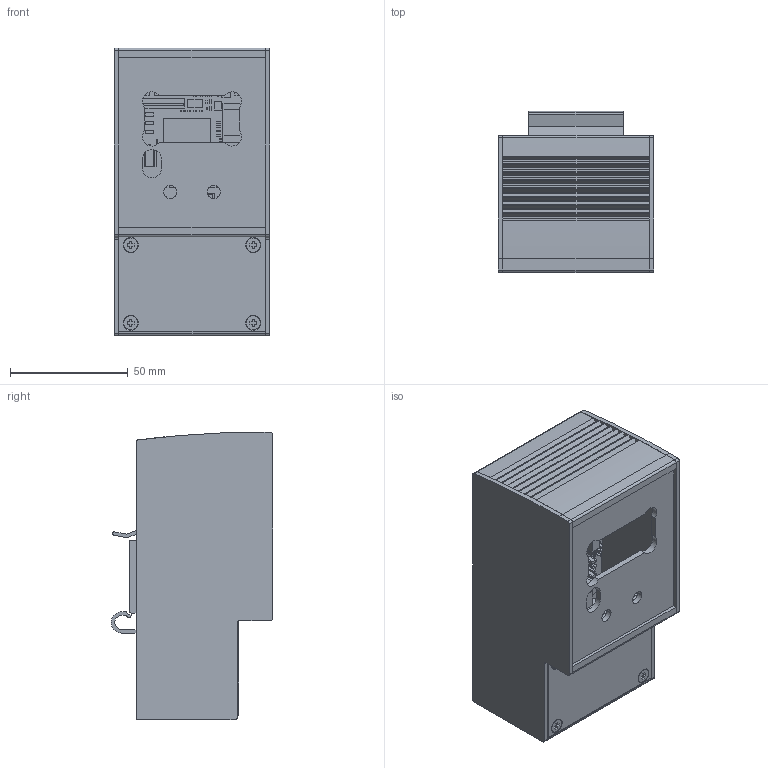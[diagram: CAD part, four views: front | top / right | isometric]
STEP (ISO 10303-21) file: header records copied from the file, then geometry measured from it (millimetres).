
FILE_DESCRIPTION((''),'2;1');
FILE_NAME('070810.1.stp','2011-05-26T15:36:32',(''),(''),'Mechanical Desktop 2009','Mechanical Desktop 2009',', , ');
FILE_SCHEMA(('CONFIG_CONTROL_DESIGN'));
Length unit declared in the file: millimetre
Products named in the file (91): E0708101; E0708102A; E0708102; E0708103; E0708103A; E0708104; E0708104A; SENKSCHRAUBE_FORM H_M3X6A; SENKSCHRAUBE_FORM H_M3X6; E0705108; TEIL1; 1; 432028926; TEIL2; EMGZ309; BOARD(1); 1A; C0402_0_1575_R(1); MMB0207_0_1575_R(1); C0805_0_1575_R(1); C0603_0_1575_R(1); 23ARXXX_0_1575_P(1); PC357_0_1575_OC(1); CEE156_0_1575_L(1); C0805_0_1575_L(1); FIDUCIAL-MET1MM_0_1575_FID(1); LM4040-SOT23_0_1575_D(1); LM4041-SOT23_0_1575_D(1); HYPERM-TOPLED_0_1575_D(1); MICROMELF_0_1575_D(1); SMA_0_1575_D(1); SBC90_0_3543_L(1); NANOFUSE_0_1059_F(1); DFN10_0_0394_U(1); J6X1_0_1575_X(1); J7X1_0_1575_X(1); DUB-3S_0_1575_X(1); HC49_4HSMX_0_1575_X(1); J2X1_0_1575_X(1); ZIF-TYCO-1-84984-6_0_1772_X(1) ...
Assembly tree (339 placements, depth 4):
  E0708101
    E0708102A
      E0708102
    E0708103  x2
      E0708103A
    E0708104
      E0708104A
    SENKSCHRAUBE_FORM H_M3X6A  x4
      SENKSCHRAUBE_FORM H_M3X6
    E0705108
      TEIL1
      1
      432028926
      TEIL2  x2
    EMGZ309
      BOARD(1)
      1A
      C0402_0_1575_R(1)  x83
      MMB0207_0_1575_R(1)  x4
      C0805_0_1575_R(1)  x2
      C0603_0_1575_R(1)  x17
      23ARXXX_0_1575_P(1)
      PC357_0_1575_OC(1)
      CEE156_0_1575_L(1)  x2
      C0805_0_1575_L(1)  x5
      FIDUCIAL-MET1MM_0_1575_FID(1)
      LM4040-SOT23_0_1575_D(1)  x2
      LM4041-SOT23_0_1575_D(1)  x2
      HYPERM-TOPLED_0_1575_D(1)  x3
      MICROMELF_0_1575_D(1)
      SMA_0_1575_D(1)  x4
      SBC90_0_3543_L(1)
      NANOFUSE_0_1059_F(1)
      DFN10_0_0394_U(1)
      J6X1_0_1575_X(1)
      J7X1_0_1575_X(1)
      DUB-3S_0_1575_X(1)
      HC49_4HSMX_0_1575_X(1)
      J2X1_0_1575_X(1)  x2
      ZIF-TYCO-1-84984-6_0_1772_X(1)
      24SSOP170_0_1575_U(3)
        24SSOP170_0_1575_U(2)
        BR_0.03505_0.0135_0.0787401(1)  x24
      14SOS150_0_1575_U(3)  x2
        14SOS150_0_1575_U(2)
        BR_0.071_0_0(1)
      8VSSOP120_0_1575_U(3)
        8VSSOP120_0_1575_U(2)
        BR_0.0157_0_0(1)  x8
      SOT223-M_0_1575_U(3)
        SOT223-M_0_1575_U(2)
        BR_0.0395_0.0531_0.0787401(1)  x2
        BR_0.0395_0.135_0.0787401(1)
        BR_0.0295_0.0711_0.0787401(1)
      10MSOP120_0_1575_U(3)  x2
        10MSOP120_0_1575_U(2)
        BR_0.0472_0_0(1)
      SOT23-5_0_1575_U(3)  x2
        SOT23-5_0_1575_U(2)
        BR_0.0197_0.02484_0.0787401(1)
Bounding box: 66 x 68.5 x 122 mm (x, y, z)
Volume: 157787.2 mm3; surface area: 137886.5 mm2
Topology: 581 solids, 581 shells, 5898 faces, 13925 edges, 9102 vertices
Faces by surface type: plane 5073, cylinder 596, sphere 112, bspline 67, cone 50
Entity records: 101362 total; most frequent: CARTESIAN_POINT 19011, ORIENTED_EDGE 16586, DIRECTION 16150, EDGE_CURVE 8293, VECTOR 7120, LINE 7120, VERTEX_POINT 5440, AXIS2_PLACEMENT_3D 4515
